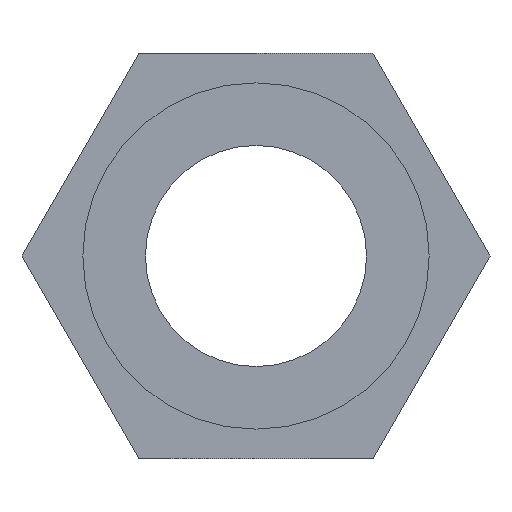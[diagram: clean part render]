
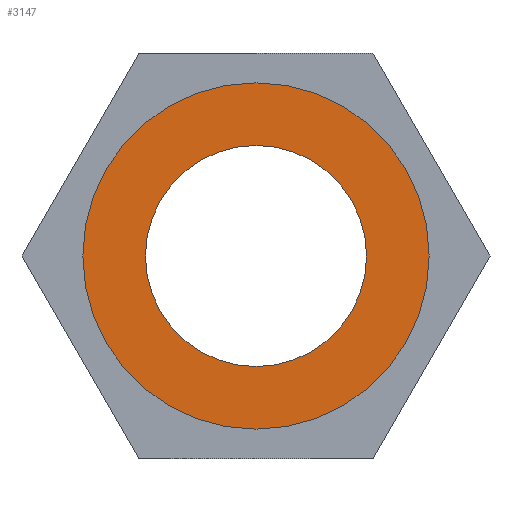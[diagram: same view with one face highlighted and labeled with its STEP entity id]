
A CAD part, left-side view. The second image highlights one B-rep face of the part: STEP entity #3147.
In plain terms, the highlighted planar face has unit normal (-1, 0, 0).
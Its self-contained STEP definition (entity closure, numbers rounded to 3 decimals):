
#223 = CARTESIAN_POINT ( 'NONE',  ( 0., 0., -4.7 ) ) ;
#263 = EDGE_LOOP ( 'NONE', ( #2321, #2832 ) ) ;
#421 = CARTESIAN_POINT ( 'NONE',  ( 0., 0., 0. ) ) ;
#471 = FACE_BOUND ( 'NONE', #263, .T. ) ;
#553 = DIRECTION ( 'NONE',  ( -1., 0., 0. ) ) ;
#597 = DIRECTION ( 'NONE',  ( 0., 0., 1. ) ) ;
#601 = CIRCLE ( 'NONE', #2880, 3. ) ;
#671 = ORIENTED_EDGE ( 'NONE', *, *, #2716, .T. ) ;
#1104 = AXIS2_PLACEMENT_3D ( 'NONE', #4181, #2093, #597 ) ;
#1472 = DIRECTION ( 'NONE',  ( 0., 0., -1. ) ) ;
#1599 = DIRECTION ( 'NONE',  ( 1., 0., 0. ) ) ;
#1717 = CIRCLE ( 'NONE', #5417, 4.7 ) ;
#1739 = ORIENTED_EDGE ( 'NONE', *, *, #3090, .T. ) ;
#1819 = CIRCLE ( 'NONE', #3588, 3. ) ;
#2070 = CIRCLE ( 'NONE', #1104, 4.7 ) ;
#2093 = DIRECTION ( 'NONE',  ( -1., 0., 0. ) ) ;
#2143 = VERTEX_POINT ( 'NONE', #4338 ) ;
#2283 = CARTESIAN_POINT ( 'NONE',  ( 0., 0., 0. ) ) ;
#2321 = ORIENTED_EDGE ( 'NONE', *, *, #4102, .T. ) ;
#2691 = VERTEX_POINT ( 'NONE', #223 ) ;
#2716 = EDGE_CURVE ( 'NONE', #4042, #2691, #1717, .T. ) ;
#2783 = EDGE_CURVE ( 'NONE', #2143, #3171, #601, .T. ) ;
#2787 = CARTESIAN_POINT ( 'NONE',  ( 0., 0., 4.7 ) ) ;
#2832 = ORIENTED_EDGE ( 'NONE', *, *, #2783, .T. ) ;
#2880 = AXIS2_PLACEMENT_3D ( 'NONE', #3604, #1599, #5276 ) ;
#3033 = PLANE ( 'NONE',  #4175 ) ;
#3090 = EDGE_CURVE ( 'NONE', #2691, #4042, #2070, .T. ) ;
#3147 = ADVANCED_FACE ( 'NONE', ( #471, #5083 ), #3033, .F. ) ;
#3171 = VERTEX_POINT ( 'NONE', #3426 ) ;
#3220 = DIRECTION ( 'NONE',  ( 0., 0., 1. ) ) ;
#3393 = DIRECTION ( 'NONE',  ( 1., 0., 0. ) ) ;
#3426 = CARTESIAN_POINT ( 'NONE',  ( 0., 0., 3. ) ) ;
#3588 = AXIS2_PLACEMENT_3D ( 'NONE', #2283, #4435, #1472 ) ;
#3604 = CARTESIAN_POINT ( 'NONE',  ( 0., 0., 0. ) ) ;
#3818 = DIRECTION ( 'NONE',  ( 0., 0., -1. ) ) ;
#4042 = VERTEX_POINT ( 'NONE', #2787 ) ;
#4102 = EDGE_CURVE ( 'NONE', #3171, #2143, #1819, .T. ) ;
#4175 = AXIS2_PLACEMENT_3D ( 'NONE', #421, #3393, #3818 ) ;
#4181 = CARTESIAN_POINT ( 'NONE',  ( 0., 0., 0. ) ) ;
#4298 = CARTESIAN_POINT ( 'NONE',  ( 0., 0., 0. ) ) ;
#4338 = CARTESIAN_POINT ( 'NONE',  ( 0., 0., -3. ) ) ;
#4395 = EDGE_LOOP ( 'NONE', ( #671, #1739 ) ) ;
#4435 = DIRECTION ( 'NONE',  ( 1., 0., 0. ) ) ;
#5083 = FACE_OUTER_BOUND ( 'NONE', #4395, .T. ) ;
#5276 = DIRECTION ( 'NONE',  ( 0., 0., -1. ) ) ;
#5417 = AXIS2_PLACEMENT_3D ( 'NONE', #4298, #553, #3220 ) ;
